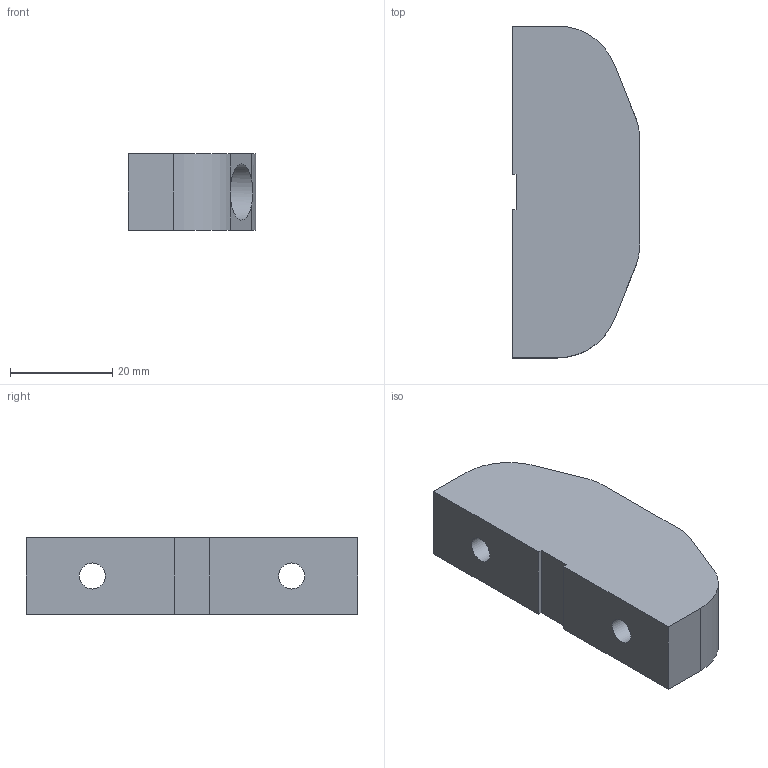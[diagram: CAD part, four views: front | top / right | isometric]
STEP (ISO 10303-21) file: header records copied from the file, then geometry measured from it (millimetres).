
FILE_DESCRIPTION(/* description */ (''),/* implementation_level */ '2;1');
FILE_NAME(/* name */ 'PTZ Truss ends 2 v10.step',/* time_stamp */ '2020-12-13T18:46:15+00:00',/* author */ (''),/* organization */ (''),/* preprocessor_version */ 'ST-DEVELOPER v18.1',/* originating_system */ 'Autodesk Translation Framework v9.7.0.1280',/* authorisation */ '');
FILE_SCHEMA (('AUTOMOTIVE_DESIGN { 1 0 10303 214 3 1 1 }'));
Length unit declared in the file: millimetre
Products named in the file (1): PTZ Truss ends 2
Bounding box: 25 x 65 x 15 mm (x, y, z)
Volume: 19998.8 mm3; surface area: 6109.7 mm2
Topology: 1 solids, 1 shells, 24 faces, 66 edges, 44 vertices
Faces by surface type: plane 16, cylinder 8
Full cylindrical faces by diameter (mm): 5.1 x2, 11 x2
Entity records: 827 total; most frequent: CARTESIAN_POINT 165, ORIENTED_EDGE 132, DIRECTION 128, EDGE_CURVE 66, VERTEX_POINT 44, AXIS2_PLACEMENT_3D 43, LINE 42, VECTOR 42
